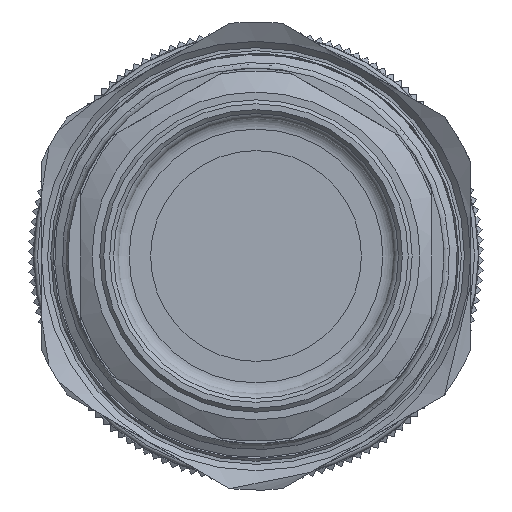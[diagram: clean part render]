
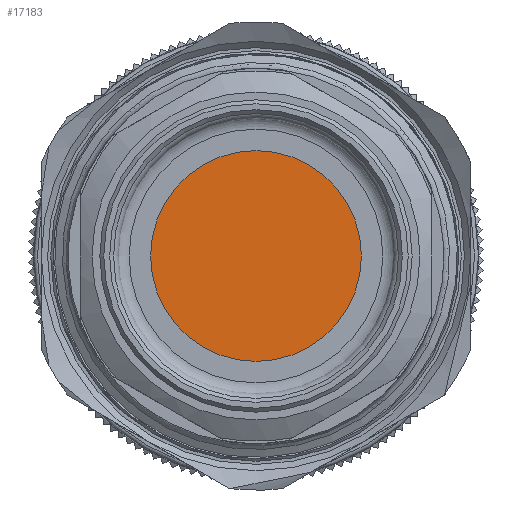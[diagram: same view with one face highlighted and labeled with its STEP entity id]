
A CAD part, left-side view. The second image highlights one B-rep face of the part: STEP entity #17183.
In plain terms, the highlighted planar face has unit normal (-1, 0, 0).
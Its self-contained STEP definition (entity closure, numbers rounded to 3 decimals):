
#3695=FACE_OUTER_BOUND('',#4718,.T.);
#4718=EDGE_LOOP('',(#10508));
#5809=CIRCLE('',#18228,13.5);
#6273=VERTEX_POINT('',#22721);
#7914=EDGE_CURVE('',#6273,#6273,#5809,.T.);
#10508=ORIENTED_EDGE('',*,*,#7914,.F.);
#15696=PLANE('',#18227);
#17183=ADVANCED_FACE('',(#3695),#15696,.F.);
#18227=AXIS2_PLACEMENT_3D('',#22720,#19418,#19419);
#18228=AXIS2_PLACEMENT_3D('',#22722,#19420,#19421);
#19418=DIRECTION('center_axis',(1.,0.,0.));
#19419=DIRECTION('ref_axis',(0.,0.,-1.));
#19420=DIRECTION('center_axis',(1.,0.,0.));
#19421=DIRECTION('ref_axis',(0.,1.,0.));
#22720=CARTESIAN_POINT('Origin',(2.872,0.24,0.));
#22721=CARTESIAN_POINT('',(2.872,-13.26,0.));
#22722=CARTESIAN_POINT('Origin',(2.872,0.24,0.));
